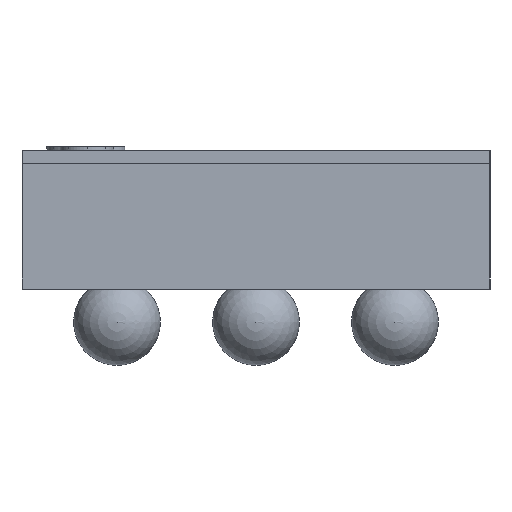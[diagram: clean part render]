
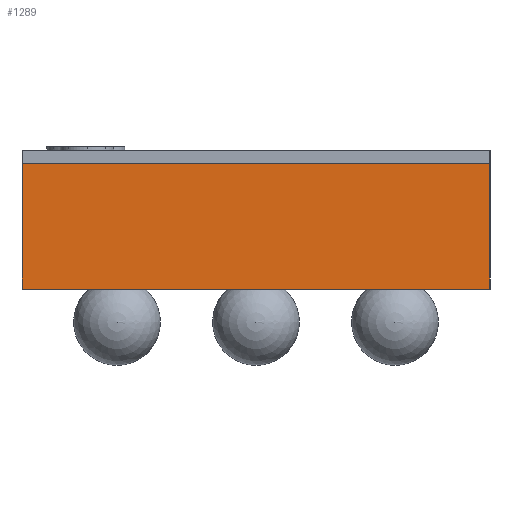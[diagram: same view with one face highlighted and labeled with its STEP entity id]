
A CAD part, left-side view. The second image highlights one B-rep face of the part: STEP entity #1289.
In plain terms, the highlighted planar face has unit normal (-1, 0, 0).
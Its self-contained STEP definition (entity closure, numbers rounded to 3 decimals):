
#756 = ORIENTED_EDGE ( 'NONE', *, *, #3798, .T. ) ;
#765 = LINE ( 'NONE', #6671, #9778 ) ;
#894 = EDGE_CURVE ( 'NONE', #2927, #2317, #10836, .T. ) ;
#989 = CARTESIAN_POINT ( 'NONE',  ( -0.719, 0.673, -2.73 ) ) ;
#1289 = ADVANCED_FACE ( 'NONE', ( #8392 ), #2409, .F. ) ;
#1365 = DIRECTION ( 'NONE',  ( 1., 0., 0. ) ) ;
#1425 = DIRECTION ( 'NONE',  ( 0., 1., 0. ) ) ;
#2317 = VERTEX_POINT ( 'NONE', #4218 ) ;
#2357 = ORIENTED_EDGE ( 'NONE', *, *, #8500, .F. ) ;
#2409 = PLANE ( 'NONE',  #6032 ) ;
#2469 = CARTESIAN_POINT ( 'NONE',  ( -0.719, -0.674, 0. ) ) ;
#2476 = CARTESIAN_POINT ( 'NONE',  ( -0.719, -0.674, -2.73 ) ) ;
#2927 = VERTEX_POINT ( 'NONE', #7601 ) ;
#3798 = EDGE_CURVE ( 'NONE', #2317, #10321, #7877, .T. ) ;
#4218 = CARTESIAN_POINT ( 'NONE',  ( -0.719, -0.674, -0.36 ) ) ;
#4544 = DIRECTION ( 'NONE',  ( 0., 1., 0. ) ) ;
#4849 = VECTOR ( 'NONE', #10088, 1000. ) ;
#5936 = VECTOR ( 'NONE', #7123, 1000. ) ;
#5938 = LINE ( 'NONE', #989, #4849 ) ;
#6026 = ORIENTED_EDGE ( 'NONE', *, *, #12577, .T. ) ;
#6032 = AXIS2_PLACEMENT_3D ( 'NONE', #2476, #1365, #1425 ) ;
#6671 = CARTESIAN_POINT ( 'NONE',  ( -0.719, -0.674, 0. ) ) ;
#7123 = DIRECTION ( 'NONE',  ( 0., -1., 0. ) ) ;
#7357 = EDGE_LOOP ( 'NONE', ( #2357, #11435, #756, #6026 ) ) ;
#7601 = CARTESIAN_POINT ( 'NONE',  ( -0.719, 0.673, -0.36 ) ) ;
#7877 = LINE ( 'NONE', #8742, #12781 ) ;
#8392 = FACE_OUTER_BOUND ( 'NONE', #7357, .T. ) ;
#8500 = EDGE_CURVE ( 'NONE', #2927, #8595, #5938, .T. ) ;
#8595 = VERTEX_POINT ( 'NONE', #11919 ) ;
#8742 = CARTESIAN_POINT ( 'NONE',  ( -0.719, -0.674, -2.73 ) ) ;
#9778 = VECTOR ( 'NONE', #4544, 1000. ) ;
#10088 = DIRECTION ( 'NONE',  ( 0., 0., 1. ) ) ;
#10115 = CARTESIAN_POINT ( 'NONE',  ( -0.719, -0.674, -0.36 ) ) ;
#10321 = VERTEX_POINT ( 'NONE', #2469 ) ;
#10836 = LINE ( 'NONE', #10115, #5936 ) ;
#11435 = ORIENTED_EDGE ( 'NONE', *, *, #894, .T. ) ;
#11919 = CARTESIAN_POINT ( 'NONE',  ( -0.719, 0.673, 0. ) ) ;
#12577 = EDGE_CURVE ( 'NONE', #10321, #8595, #765, .T. ) ;
#12694 = DIRECTION ( 'NONE',  ( 0., 0., 1. ) ) ;
#12781 = VECTOR ( 'NONE', #12694, 1000. ) ;
